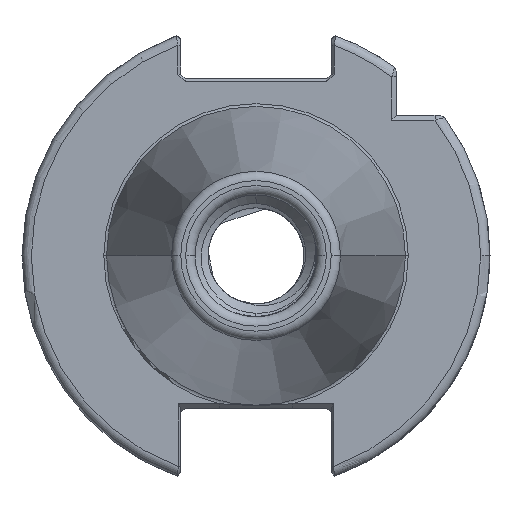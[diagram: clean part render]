
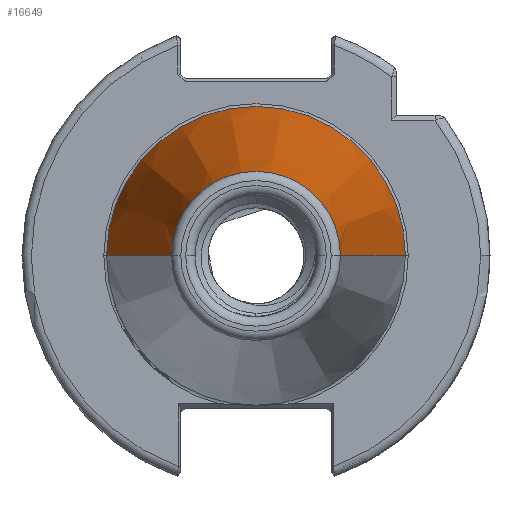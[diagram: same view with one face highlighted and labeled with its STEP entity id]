
A CAD part, left-side view. The second image highlights one B-rep face of the part: STEP entity #16649.
In plain terms, the highlighted conical face has half-angle 8.297 degrees and reference radius 16.342 mm.
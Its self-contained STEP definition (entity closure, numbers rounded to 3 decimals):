
#1508 = AXIS2_PLACEMENT_3D ( 'NONE', #14604, #14564, #14589 ) ;
#1850 = EDGE_CURVE ( 'NONE', #20877, #20871, #5926, .T. ) ;
#1922 = EDGE_CURVE ( 'NONE', #20828, #20806, #5966, .T. ) ;
#1927 = EDGE_CURVE ( 'NONE', #20806, #20774, #5999, .T. ) ;
#1940 = EDGE_CURVE ( 'NONE', #20877, #20774, #5969, .T. ) ;
#1960 = EDGE_CURVE ( 'NONE', #20871, #20828, #6018, .T. ) ;
#4818 = FACE_OUTER_BOUND ( 'NONE', #21134, .T. ) ;
#4822 = CONICAL_SURFACE ( 'NONE', #1508, 16.342, 0.145 ) ;
#5926 = CIRCLE ( 'NONE', #13270, 9.029 ) ;
#5966 = CIRCLE ( 'NONE', #13298, 15.962 ) ;
#5969 = LINE ( 'NONE', #6890, #5975 ) ;
#5975 = VECTOR ( 'NONE', #6877, 1000. ) ;
#5999 = CIRCLE ( 'NONE', #13297, 15.962 ) ;
#6018 = LINE ( 'NONE', #7000, #6041 ) ;
#6041 = VECTOR ( 'NONE', #7001, 1000. ) ;
#6772 = DIRECTION ( 'NONE',  ( 0., 0., 1. ) ) ;
#6776 = DIRECTION ( 'NONE',  ( -1., 0., 0. ) ) ;
#6790 = CARTESIAN_POINT ( 'NONE',  ( -2.6, 0., 0. ) ) ;
#6792 = DIRECTION ( 'NONE',  ( 0., 0., 1. ) ) ;
#6799 = CARTESIAN_POINT ( 'NONE',  ( -2.6, 0., 0. ) ) ;
#6810 = DIRECTION ( 'NONE',  ( -1., 0., 0. ) ) ;
#6877 = DIRECTION ( 'NONE',  ( 0.99, 0.144, 0. ) ) ;
#6890 = CARTESIAN_POINT ( 'NONE',  ( 0., 16.342, 0. ) ) ;
#7000 = CARTESIAN_POINT ( 'NONE',  ( 0., -16.342, 0. ) ) ;
#7001 = DIRECTION ( 'NONE',  ( 0.99, -0.144, 0. ) ) ;
#9093 = DIRECTION ( 'NONE',  ( 1., 0., 0. ) ) ;
#9096 = CARTESIAN_POINT ( 'NONE',  ( -50.144, 0., 0. ) ) ;
#9108 = DIRECTION ( 'NONE',  ( 0., -1., 0. ) ) ;
#10865 = CARTESIAN_POINT ( 'NONE',  ( -50.144, -9.029, 0. ) ) ;
#10877 = CARTESIAN_POINT ( 'NONE',  ( -50.144, 9.029, 0. ) ) ;
#13017 = ORIENTED_EDGE ( 'NONE', *, *, #1922, .T. ) ;
#13026 = ORIENTED_EDGE ( 'NONE', *, *, #1927, .T. ) ;
#13030 = ORIENTED_EDGE ( 'NONE', *, *, #1850, .T. ) ;
#13032 = ORIENTED_EDGE ( 'NONE', *, *, #1960, .T. ) ;
#13060 = ORIENTED_EDGE ( 'NONE', *, *, #1940, .F. ) ;
#13270 = AXIS2_PLACEMENT_3D ( 'NONE', #9096, #9093, #9108 ) ;
#13297 = AXIS2_PLACEMENT_3D ( 'NONE', #6790, #6810, #6792 ) ;
#13298 = AXIS2_PLACEMENT_3D ( 'NONE', #6799, #6776, #6772 ) ;
#14564 = DIRECTION ( 'NONE',  ( 1., 0., 0. ) ) ;
#14589 = DIRECTION ( 'NONE',  ( 0., 1., 0. ) ) ;
#14604 = CARTESIAN_POINT ( 'NONE',  ( 0., 0., 0. ) ) ;
#16649 = ADVANCED_FACE ( 'NONE', ( #4818 ), #4822, .T. ) ;
#20229 = CARTESIAN_POINT ( 'NONE',  ( -2.6, -15.962, 0. ) ) ;
#20320 = CARTESIAN_POINT ( 'NONE',  ( -2.6, 15.962, 0. ) ) ;
#20354 = CARTESIAN_POINT ( 'NONE',  ( -2.6, 0., 15.962 ) ) ;
#20774 = VERTEX_POINT ( 'NONE', #20320 ) ;
#20806 = VERTEX_POINT ( 'NONE', #20354 ) ;
#20828 = VERTEX_POINT ( 'NONE', #20229 ) ;
#20871 = VERTEX_POINT ( 'NONE', #10865 ) ;
#20877 = VERTEX_POINT ( 'NONE', #10877 ) ;
#21134 = EDGE_LOOP ( 'NONE', ( #13030, #13032, #13017, #13026, #13060 ) ) ;
